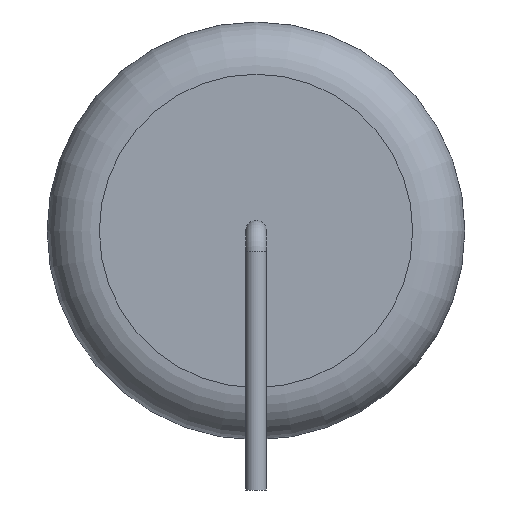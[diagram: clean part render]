
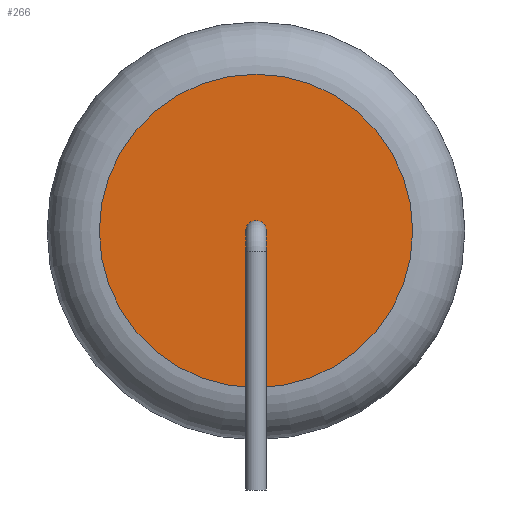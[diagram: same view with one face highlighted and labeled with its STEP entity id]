
A CAD part, left-side view. The second image highlights one B-rep face of the part: STEP entity #266.
In plain terms, the highlighted planar face has unit normal (-1, 0, 0).
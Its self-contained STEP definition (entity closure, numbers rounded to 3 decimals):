
#15=FACE_BOUND('',#61,.T.);
#26=PLANE('',#326);
#42=FACE_OUTER_BOUND('',#60,.T.);
#60=EDGE_LOOP('',(#229));
#61=EDGE_LOOP('',(#230));
#88=CIRCLE('',#303,0.4);
#102=CIRCLE('',#324,6.);
#116=VERTEX_POINT('',#467);
#127=VERTEX_POINT('',#502);
#144=EDGE_CURVE('',#116,#116,#88,.T.);
#161=EDGE_CURVE('',#127,#127,#102,.T.);
#229=ORIENTED_EDGE('',*,*,#161,.F.);
#230=ORIENTED_EDGE('',*,*,#144,.T.);
#266=ADVANCED_FACE('',(#42,#15),#26,.T.);
#303=AXIS2_PLACEMENT_3D('',#468,#376,#377);
#324=AXIS2_PLACEMENT_3D('',#503,#421,#422);
#326=AXIS2_PLACEMENT_3D('',#505,#425,#426);
#376=DIRECTION('center_axis',(1.,0.,0.));
#377=DIRECTION('ref_axis',(0.,0.,-1.));
#421=DIRECTION('center_axis',(1.,0.,0.));
#422=DIRECTION('ref_axis',(0.,0.,
1.));
#425=DIRECTION('center_axis',(-1.,0.,0.));
#426=DIRECTION('ref_axis',(0.,0.,1.));
#467=CARTESIAN_POINT('',(-16.,0.,8.4));
#468=CARTESIAN_POINT('Origin',(-16.,0.,8.));
#502=CARTESIAN_POINT('',(-16.,0.,2.));
#503=CARTESIAN_POINT('Origin',(-16.,0.,8.));
#505=CARTESIAN_POINT('Origin',(-16.,0.,8.));
